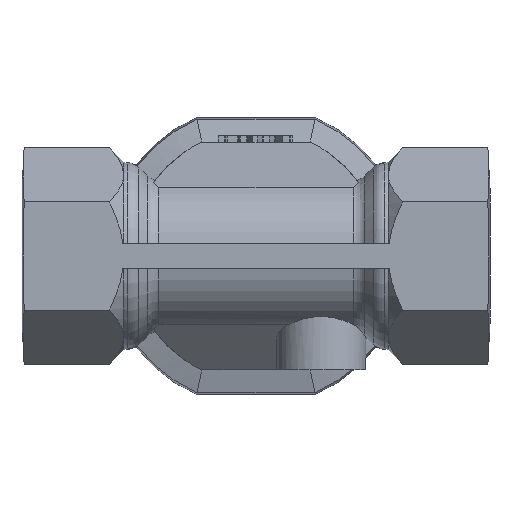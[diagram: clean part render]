
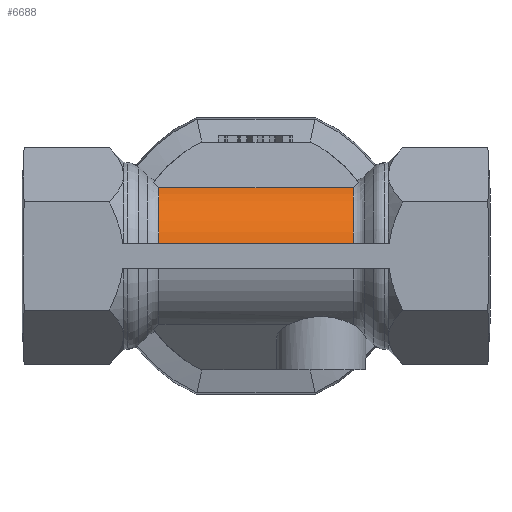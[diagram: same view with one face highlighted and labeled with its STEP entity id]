
A CAD part, front view. The second image highlights one B-rep face of the part: STEP entity #6688.
In plain terms, the highlighted cylindrical face has radius 18.5 mm (diameter 37 mm), a partial arc.
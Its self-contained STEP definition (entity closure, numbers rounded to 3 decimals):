
#227 = EDGE_LOOP ( 'NONE', ( #1052, #1053, #1054, #1055 ) ) ;
#1052 = ORIENTED_EDGE ( 'NONE', *, *, #7883, .T. ) ;
#1053 = ORIENTED_EDGE ( 'NONE', *, *, #7882, .T. ) ;
#1054 = ORIENTED_EDGE ( 'NONE', *, *, #7884, .F. ) ;
#1055 = ORIENTED_EDGE ( 'NONE', *, *, #7885, .F. ) ;
#2875 = AXIS2_PLACEMENT_3D ( 'NONE', #3850, #3849, #3845 ) ;
#3845 = DIRECTION ( 'NONE',  ( 0., 0., -1. ) ) ;
#3849 = DIRECTION ( 'NONE',  ( -1., 0., 0. ) ) ;
#3850 = CARTESIAN_POINT ( 'NONE',  ( 40., 0., 0. ) ) ;
#4119 = FACE_OUTER_BOUND ( 'NONE', #227, .T. ) ;
#4126 = CYLINDRICAL_SURFACE ( 'NONE', #2875, 18.5 ) ;
#5826 = VECTOR ( 'NONE', #6133, 1000. ) ;
#5827 = LINE ( 'NONE', #6130, #5826 ) ;
#5829 = CIRCLE ( 'NONE', #5895, 18.5 ) ;
#5830 = CIRCLE ( 'NONE', #5896, 18.5 ) ;
#5831 = LINE ( 'NONE', #6134, #5833 ) ;
#5833 = VECTOR ( 'NONE', #6135, 1000. ) ;
#5895 = AXIS2_PLACEMENT_3D ( 'NONE', #6136, #6137, #6138 ) ;
#5896 = AXIS2_PLACEMENT_3D ( 'NONE', #6141, #6142, #6143 ) ;
#6130 = CARTESIAN_POINT ( 'NONE',  ( 40., -7.818, 16.767 ) ) ;
#6133 = DIRECTION ( 'NONE',  ( -1., 0., 0. ) ) ;
#6134 = CARTESIAN_POINT ( 'NONE',  ( -9.617, -18.255, 3. ) ) ;
#6135 = DIRECTION ( 'NONE',  ( -1., 0., 0. ) ) ;
#6136 = CARTESIAN_POINT ( 'NONE',  ( 23.843, 0., 0. ) ) ;
#6137 = DIRECTION ( 'NONE',  ( -1., 0., 0. ) ) ;
#6138 = DIRECTION ( 'NONE',  ( 0., 0., -1. ) ) ;
#6141 = CARTESIAN_POINT ( 'NONE',  ( -23.843, 0., 0. ) ) ;
#6142 = DIRECTION ( 'NONE',  ( -1., 0., 0. ) ) ;
#6143 = DIRECTION ( 'NONE',  ( 0., 0., -1. ) ) ;
#6298 = CARTESIAN_POINT ( 'NONE',  ( -23.843, -7.818, 16.767 ) ) ;
#6304 = CARTESIAN_POINT ( 'NONE',  ( 23.843, -7.818, 16.767 ) ) ;
#6311 = CARTESIAN_POINT ( 'NONE',  ( 23.843, -18.255, 3. ) ) ;
#6313 = CARTESIAN_POINT ( 'NONE',  ( -23.843, -18.255, 3. ) ) ;
#6688 = ADVANCED_FACE ( 'NONE', ( #4119 ), #4126, .T. ) ;
#7882 = EDGE_CURVE ( 'NONE', #8055, #8049, #5827, .T. ) ;
#7883 = EDGE_CURVE ( 'NONE', #8062, #8055, #5829, .T. ) ;
#7884 = EDGE_CURVE ( 'NONE', #8064, #8049, #5830, .T. ) ;
#7885 = EDGE_CURVE ( 'NONE', #8062, #8064, #5831, .T. ) ;
#8049 = VERTEX_POINT ( 'NONE', #6298 ) ;
#8055 = VERTEX_POINT ( 'NONE', #6304 ) ;
#8062 = VERTEX_POINT ( 'NONE', #6311 ) ;
#8064 = VERTEX_POINT ( 'NONE', #6313 ) ;
